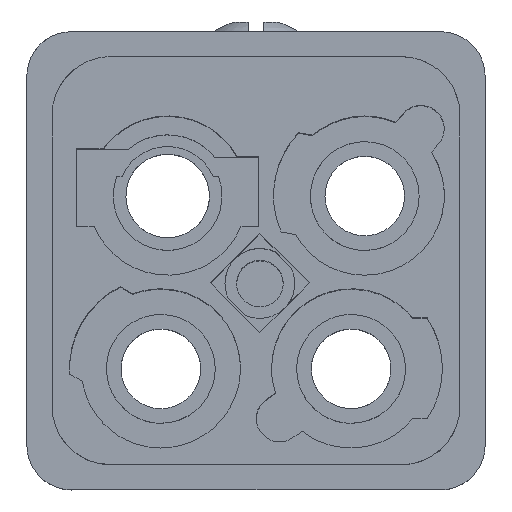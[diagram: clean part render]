
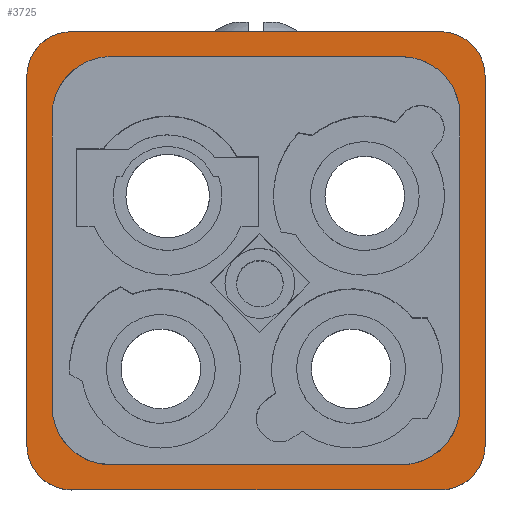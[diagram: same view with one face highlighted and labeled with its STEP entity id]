
A CAD part, top view. The second image highlights one B-rep face of the part: STEP entity #3725.
In plain terms, the highlighted planar face has unit normal (0, 0, 1).
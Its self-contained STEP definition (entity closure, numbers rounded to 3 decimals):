
#3513=AXIS2_PLACEMENT_3D('Circle Axis2P3D',#3511,#3512,$) ;
#3554=AXIS2_PLACEMENT_3D('Circle Axis2P3D',#3552,#3553,$) ;
#3595=AXIS2_PLACEMENT_3D('Circle Axis2P3D',#3593,#3594,$) ;
#3609=AXIS2_PLACEMENT_3D('Plane Axis2P3D',#3606,#3607,#3608) ;
#3652=AXIS2_PLACEMENT_3D('Circle Axis2P3D',#3650,#3651,$) ;
#3689=AXIS2_PLACEMENT_3D('Circle Axis2P3D',#3687,#3688,$) ;
#3441=CARTESIAN_POINT('Vertex',(2.3,23.6,33.775)) ;
#3457=CARTESIAN_POINT('Vertex',(0.,21.3,33.775)) ;
#3461=CARTESIAN_POINT('Control Point',(2.3,23.6,33.775)) ;
#3462=CARTESIAN_POINT('Control Point',(1.577,23.6,33.775)) ;
#3463=CARTESIAN_POINT('Control Point',(0.854,23.317,33.775)) ;
#3464=CARTESIAN_POINT('Control Point',(0.283,22.746,33.775)) ;
#3465=CARTESIAN_POINT('Control Point',(0.,22.023,33.775)) ;
#3466=CARTESIAN_POINT('Control Point',(0.,21.3,33.775)) ;
#3492=CARTESIAN_POINT('Vertex',(23.6,21.3,33.775)) ;
#3508=CARTESIAN_POINT('Vertex',(21.3,23.6,33.775)) ;
#3511=CARTESIAN_POINT('Axis2P3D Location',(21.3,21.3,33.775)) ;
#3535=CARTESIAN_POINT('Vertex',(21.3,0.,33.775)) ;
#3549=CARTESIAN_POINT('Vertex',(23.6,2.3,33.775)) ;
#3552=CARTESIAN_POINT('Axis2P3D Location',(21.3,2.3,33.775)) ;
#3574=CARTESIAN_POINT('Vertex',(0.,2.3,33.775)) ;
#3590=CARTESIAN_POINT('Vertex',(2.3,0.,33.775)) ;
#3593=CARTESIAN_POINT('Axis2P3D Location',(2.3,2.3,33.775)) ;
#3606=CARTESIAN_POINT('Axis2P3D Location',(7.006,22.253,33.775)) ;
#3611=CARTESIAN_POINT('Line Origine',(11.8,0.,33.775)) ;
#3616=CARTESIAN_POINT('Line Origine',(23.6,11.8,33.775)) ;
#3621=CARTESIAN_POINT('Line Origine',(11.8,23.6,33.775)) ;
#3626=CARTESIAN_POINT('Line Origine',(0.,11.8,33.775)) ;
#3641=CARTESIAN_POINT('Line Origine',(22.3,11.8,33.775)) ;
#3645=CARTESIAN_POINT('Vertex',(22.3,19.3,33.775)) ;
#3647=CARTESIAN_POINT('Vertex',(22.3,4.3,33.775)) ;
#3650=CARTESIAN_POINT('Axis2P3D Location',(19.3,4.3,33.775)) ;
#3654=CARTESIAN_POINT('Vertex',(19.3,1.3,33.775)) ;
#3657=CARTESIAN_POINT('Line Origine',(11.8,1.3,33.775)) ;
#3661=CARTESIAN_POINT('Vertex',(4.3,1.3,33.775)) ;
#3665=CARTESIAN_POINT('Control Point',(1.3,4.3,33.775)) ;
#3666=CARTESIAN_POINT('Control Point',(1.3,3.961,33.775)) ;
#3667=CARTESIAN_POINT('Control Point',(1.348,3.621,33.775)) ;
#3668=CARTESIAN_POINT('Control Point',(1.444,3.291,33.775)) ;
#3669=CARTESIAN_POINT('Control Point',(1.727,2.666,33.775)) ;
#3670=CARTESIAN_POINT('Control Point',(2.172,2.145,33.775)) ;
#3671=CARTESIAN_POINT('Control Point',(2.43,1.917,33.775)) ;
#3672=CARTESIAN_POINT('Control Point',(2.939,1.583,33.775)) ;
#3673=CARTESIAN_POINT('Control Point',(3.513,1.387,33.775)) ;
#3674=CARTESIAN_POINT('Control Point',(3.773,1.329,33.775)) ;
#3675=CARTESIAN_POINT('Control Point',(4.036,1.3,33.775)) ;
#3676=CARTESIAN_POINT('Control Point',(4.3,1.3,33.775)) ;
#3677=CARTESIAN_POINT('Vertex',(1.3,4.3,33.775)) ;
#3680=CARTESIAN_POINT('Line Origine',(1.3,11.8,33.775)) ;
#3684=CARTESIAN_POINT('Vertex',(1.3,19.3,33.775)) ;
#3687=CARTESIAN_POINT('Axis2P3D Location',(4.3,19.3,33.775)) ;
#3691=CARTESIAN_POINT('Vertex',(4.3,22.3,33.775)) ;
#3694=CARTESIAN_POINT('Line Origine',(11.8,22.3,33.775)) ;
#3698=CARTESIAN_POINT('Vertex',(19.3,22.3,33.775)) ;
#3702=CARTESIAN_POINT('Control Point',(22.3,19.3,33.775)) ;
#3703=CARTESIAN_POINT('Control Point',(22.3,19.639,33.775)) ;
#3704=CARTESIAN_POINT('Control Point',(22.252,19.979,33.775)) ;
#3705=CARTESIAN_POINT('Control Point',(22.156,20.309,33.775)) ;
#3706=CARTESIAN_POINT('Control Point',(21.873,20.934,33.775)) ;
#3707=CARTESIAN_POINT('Control Point',(21.428,21.455,33.775)) ;
#3708=CARTESIAN_POINT('Control Point',(21.17,21.683,33.775)) ;
#3709=CARTESIAN_POINT('Control Point',(20.661,22.017,33.775)) ;
#3710=CARTESIAN_POINT('Control Point',(20.087,22.213,33.775)) ;
#3711=CARTESIAN_POINT('Control Point',(19.827,22.271,33.775)) ;
#3712=CARTESIAN_POINT('Control Point',(19.564,22.3,33.775)) ;
#3713=CARTESIAN_POINT('Control Point',(19.3,22.3,33.775)) ;
#3512=DIRECTION('Axis2P3D Direction',(-0.,0.,1.)) ;
#3553=DIRECTION('Axis2P3D Direction',(-0.,0.,1.)) ;
#3594=DIRECTION('Axis2P3D Direction',(-0.,0.,1.)) ;
#3607=DIRECTION('Axis2P3D Direction',(0.,0.,-1.)) ;
#3608=DIRECTION('Axis2P3D XDirection',(1.,0.,0.)) ;
#3612=DIRECTION('Vector Direction',(-1.,0.,0.)) ;
#3617=DIRECTION('Vector Direction',(0.,-1.,0.)) ;
#3622=DIRECTION('Vector Direction',(1.,0.,0.)) ;
#3627=DIRECTION('Vector Direction',(0.,1.,0.)) ;
#3642=DIRECTION('Vector Direction',(0.,-1.,0.)) ;
#3651=DIRECTION('Axis2P3D Direction',(0.,0.,-1.)) ;
#3658=DIRECTION('Vector Direction',(-1.,0.,0.)) ;
#3681=DIRECTION('Vector Direction',(0.,1.,0.)) ;
#3688=DIRECTION('Axis2P3D Direction',(0.,0.,-1.)) ;
#3695=DIRECTION('Vector Direction',(1.,0.,0.)) ;
#3613=VECTOR('Line Direction',#3612,1.) ;
#3618=VECTOR('Line Direction',#3617,1.) ;
#3623=VECTOR('Line Direction',#3622,1.) ;
#3628=VECTOR('Line Direction',#3627,1.) ;
#3643=VECTOR('Line Direction',#3642,1.) ;
#3659=VECTOR('Line Direction',#3658,1.) ;
#3682=VECTOR('Line Direction',#3681,1.) ;
#3696=VECTOR('Line Direction',#3695,1.) ;
#3632=ORIENTED_EDGE('',*,*,#3615,.F.) ;
#3633=ORIENTED_EDGE('',*,*,#3556,.T.) ;
#3634=ORIENTED_EDGE('',*,*,#3620,.F.) ;
#3635=ORIENTED_EDGE('',*,*,#3515,.T.) ;
#3636=ORIENTED_EDGE('',*,*,#3625,.F.) ;
#3637=ORIENTED_EDGE('',*,*,#3467,.T.) ;
#3638=ORIENTED_EDGE('',*,*,#3630,.F.) ;
#3639=ORIENTED_EDGE('',*,*,#3597,.T.) ;
#3716=ORIENTED_EDGE('',*,*,#3649,.T.) ;
#3717=ORIENTED_EDGE('',*,*,#3656,.T.) ;
#3718=ORIENTED_EDGE('',*,*,#3663,.T.) ;
#3719=ORIENTED_EDGE('',*,*,#3679,.F.) ;
#3720=ORIENTED_EDGE('',*,*,#3686,.T.) ;
#3721=ORIENTED_EDGE('',*,*,#3693,.T.) ;
#3722=ORIENTED_EDGE('',*,*,#3700,.T.) ;
#3723=ORIENTED_EDGE('',*,*,#3714,.F.) ;
#3724=FACE_BOUND('',#3715,.T.) ;
#3725=ADVANCED_FACE('Hauptk\X2\00F6\X0\rper',(#3640,#3724),#3610,.F.) ;
#3460=B_SPLINE_CURVE_WITH_KNOTS('',5,(#3461,#3462,#3463,#3464,#3465,#3466),.UNSPECIFIED.,.F.,.U.,(6,6),(-1.806,1.806),.UNSPECIFIED.) ;
#3664=B_SPLINE_CURVE_WITH_KNOTS('',5,(#3665,#3666,#3667,#3668,#3669,#3670,#3671,#3672,#3673,#3674,#3675,#3676),.UNSPECIFIED.,.F.,.U.,(6,3,3,6),(0.,2.4,4.8,6.664),.UNSPECIFIED.) ;
#3701=B_SPLINE_CURVE_WITH_KNOTS('',5,(#3702,#3703,#3704,#3705,#3706,#3707,#3708,#3709,#3710,#3711,#3712,#3713),.UNSPECIFIED.,.F.,.U.,(6,3,3,6),(0.,2.4,4.8,6.664),.UNSPECIFIED.) ;
#3514=CIRCLE('generated circle',#3513,2.3) ;
#3555=CIRCLE('generated circle',#3554,2.3) ;
#3596=CIRCLE('generated circle',#3595,2.3) ;
#3653=CIRCLE('generated circle',#3652,3.) ;
#3690=CIRCLE('generated circle',#3689,3.) ;
#3467=EDGE_CURVE('',#3442,#3458,#3460,.T.) ;
#3515=EDGE_CURVE('',#3493,#3509,#3514,.T.) ;
#3556=EDGE_CURVE('',#3536,#3550,#3555,.T.) ;
#3597=EDGE_CURVE('',#3575,#3591,#3596,.T.) ;
#3615=EDGE_CURVE('',#3536,#3591,#3614,.T.) ;
#3620=EDGE_CURVE('',#3493,#3550,#3619,.T.) ;
#3625=EDGE_CURVE('',#3442,#3509,#3624,.T.) ;
#3630=EDGE_CURVE('',#3575,#3458,#3629,.T.) ;
#3649=EDGE_CURVE('',#3646,#3648,#3644,.T.) ;
#3656=EDGE_CURVE('',#3648,#3655,#3653,.T.) ;
#3663=EDGE_CURVE('',#3655,#3662,#3660,.T.) ;
#3679=EDGE_CURVE('',#3678,#3662,#3664,.T.) ;
#3686=EDGE_CURVE('',#3678,#3685,#3683,.T.) ;
#3693=EDGE_CURVE('',#3685,#3692,#3690,.T.) ;
#3700=EDGE_CURVE('',#3692,#3699,#3697,.T.) ;
#3714=EDGE_CURVE('',#3646,#3699,#3701,.T.) ;
#3631=EDGE_LOOP('',(#3632,#3633,#3634,#3635,#3636,#3637,#3638,#3639)) ;
#3715=EDGE_LOOP('',(#3716,#3717,#3718,#3719,#3720,#3721,#3722,#3723)) ;
#3640=FACE_OUTER_BOUND('',#3631,.T.) ;
#3614=LINE('Line',#3611,#3613) ;
#3619=LINE('Line',#3616,#3618) ;
#3624=LINE('Line',#3621,#3623) ;
#3629=LINE('Line',#3626,#3628) ;
#3644=LINE('Line',#3641,#3643) ;
#3660=LINE('Line',#3657,#3659) ;
#3683=LINE('Line',#3680,#3682) ;
#3697=LINE('Line',#3694,#3696) ;
#3610=PLANE('',#3609) ;
#3442=VERTEX_POINT('',#3441) ;
#3458=VERTEX_POINT('',#3457) ;
#3493=VERTEX_POINT('',#3492) ;
#3509=VERTEX_POINT('',#3508) ;
#3536=VERTEX_POINT('',#3535) ;
#3550=VERTEX_POINT('',#3549) ;
#3575=VERTEX_POINT('',#3574) ;
#3591=VERTEX_POINT('',#3590) ;
#3646=VERTEX_POINT('',#3645) ;
#3648=VERTEX_POINT('',#3647) ;
#3655=VERTEX_POINT('',#3654) ;
#3662=VERTEX_POINT('',#3661) ;
#3678=VERTEX_POINT('',#3677) ;
#3685=VERTEX_POINT('',#3684) ;
#3692=VERTEX_POINT('',#3691) ;
#3699=VERTEX_POINT('',#3698) ;
